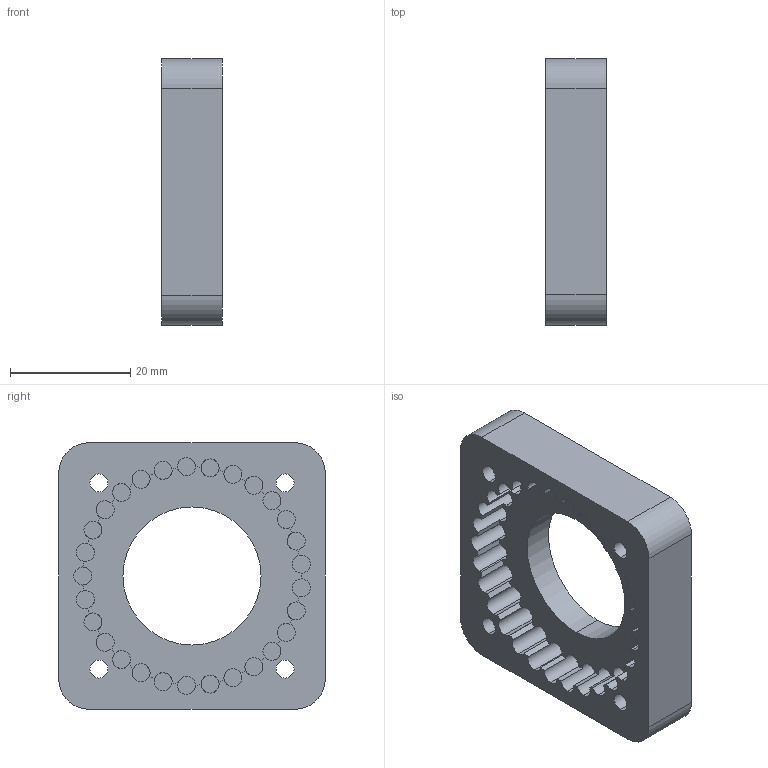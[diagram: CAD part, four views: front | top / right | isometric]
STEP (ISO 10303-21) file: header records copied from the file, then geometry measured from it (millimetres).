
FILE_DESCRIPTION (( 'STEP AP214' ), '1' );
FILE_NAME ('housing_28_skip_step2.STEP', '2023-10-30T14:32:08', ( '' ), ( '' ), 'SwSTEP 2.0', 'SolidWorks 2022', '' );
FILE_SCHEMA (( 'AUTOMOTIVE_DESIGN' ));
Length unit declared in the file: millimetre
Products named in the file (1): housing_28_skip_step2
Bounding box: 10 x 44.4 x 44.4 mm (x, y, z)
Volume: 10571.7 mm3; surface area: 7391.9 mm2
Topology: 1 solids, 1 shells, 137 faces, 402 edges, 268 vertices
Faces by surface type: cylinder 101, plane 36
Entity records: 4770 total; most frequent: DIRECTION 938, CARTESIAN_POINT 808, ORIENTED_EDGE 804, EDGE_CURVE 402, AXIS2_PLACEMENT_3D 398, VERTEX_POINT 268, CIRCLE 260, EDGE_LOOP 148
